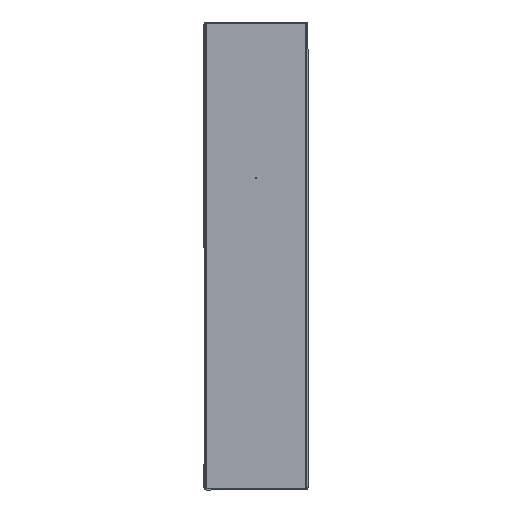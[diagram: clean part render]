
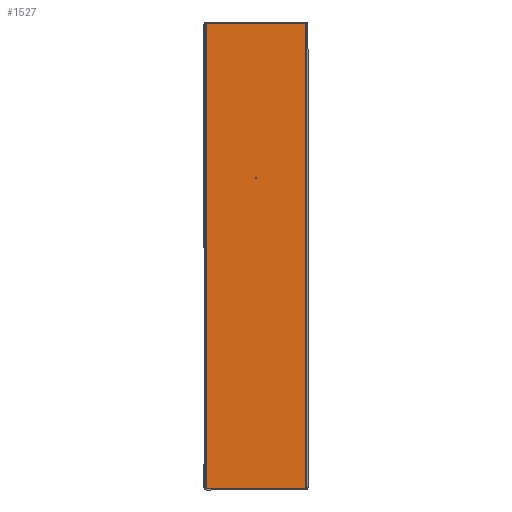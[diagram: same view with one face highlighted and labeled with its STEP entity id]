
A CAD part, left-side view. The second image highlights one B-rep face of the part: STEP entity #1527.
In plain terms, the highlighted face is planar.
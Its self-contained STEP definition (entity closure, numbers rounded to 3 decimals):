
#58 = DIRECTION ( 'NONE',  ( 0., 0., 1. ) ) ;
#67 = CARTESIAN_POINT ( 'NONE',  ( 0., 0., 0. ) ) ;
#248 = FACE_BOUND ( 'NONE', #616, .T. ) ;
#250 = DIRECTION ( 'NONE',  ( 1., 0., 0. ) ) ;
#359 = LINE ( 'NONE', #710, #2432 ) ;
#431 = CARTESIAN_POINT ( 'NONE',  ( 0., 0., 0. ) ) ;
#478 = VECTOR ( 'NONE', #1759, 1000. ) ;
#524 = VECTOR ( 'NONE', #1946, 1000. ) ;
#535 = AXIS2_PLACEMENT_3D ( 'NONE', #975, #1204, #1951 ) ;
#603 = LINE ( 'NONE', #431, #1391 ) ;
#615 = LINE ( 'NONE', #789, #478 ) ;
#616 = EDGE_LOOP ( 'NONE', ( #1519, #1512 ) ) ;
#673 = CARTESIAN_POINT ( 'NONE',  ( -447.66, 0., 0. ) ) ;
#690 = CARTESIAN_POINT ( 'NONE',  ( 0., 0., 0. ) ) ;
#709 = VERTEX_POINT ( 'NONE', #690 ) ;
#710 = CARTESIAN_POINT ( 'NONE',  ( -447.66, 0., 0. ) ) ;
#762 = CARTESIAN_POINT ( 'NONE',  ( -149.33, 48., 0. ) ) ;
#774 = LINE ( 'NONE', #968, #524 ) ;
#789 = CARTESIAN_POINT ( 'NONE',  ( 0., 0., 0. ) ) ;
#798 = DIRECTION ( 'NONE',  ( 1., 0., 0. ) ) ;
#838 = CARTESIAN_POINT ( 'NONE',  ( -148.33, 48., 0. ) ) ;
#915 = EDGE_CURVE ( 'NONE', #2097, #709, #603, .T. ) ;
#939 = VERTEX_POINT ( 'NONE', #838 ) ;
#953 = EDGE_CURVE ( 'NONE', #939, #1286, #1791, .T. ) ;
#968 = CARTESIAN_POINT ( 'NONE',  ( 0., 96., 0. ) ) ;
#975 = CARTESIAN_POINT ( 'NONE',  ( -148.83, 48., 0. ) ) ;
#1138 = VERTEX_POINT ( 'NONE', #1765 ) ;
#1167 = FACE_OUTER_BOUND ( 'NONE', #1633, .T. ) ;
#1204 = DIRECTION ( 'NONE',  ( 0., 0., -1. ) ) ;
#1269 = EDGE_CURVE ( 'NONE', #1138, #2097, #359, .T. ) ;
#1286 = VERTEX_POINT ( 'NONE', #762 ) ;
#1337 = EDGE_CURVE ( 'NONE', #2102, #1138, #774, .T. ) ;
#1391 = VECTOR ( 'NONE', #250, 1000. ) ;
#1437 = EDGE_CURVE ( 'NONE', #709, #2102, #615, .T. ) ;
#1462 = ORIENTED_EDGE ( 'NONE', *, *, #1269, .T. ) ;
#1512 = ORIENTED_EDGE ( 'NONE', *, *, #953, .T. ) ;
#1519 = ORIENTED_EDGE ( 'NONE', *, *, #2256, .T. ) ;
#1527 = ADVANCED_FACE ( 'NONE', ( #248, #1167 ), #1733, .T. ) ;
#1561 = CARTESIAN_POINT ( 'NONE',  ( -148.83, 48., 0. ) ) ;
#1605 = CIRCLE ( 'NONE', #535, 0.5 ) ;
#1633 = EDGE_LOOP ( 'NONE', ( #2322, #2034, #1462, #1705 ) ) ;
#1705 = ORIENTED_EDGE ( 'NONE', *, *, #915, .T. ) ;
#1733 = PLANE ( 'NONE',  #2380 ) ;
#1759 = DIRECTION ( 'NONE',  ( 0., 1., 0. ) ) ;
#1765 = CARTESIAN_POINT ( 'NONE',  ( -447.66, 96., 0. ) ) ;
#1791 = CIRCLE ( 'NONE', #2028, 0.5 ) ;
#1857 = DIRECTION ( 'NONE',  ( 0., -1., 0. ) ) ;
#1946 = DIRECTION ( 'NONE',  ( -1., 0., 0. ) ) ;
#1951 = DIRECTION ( 'NONE',  ( 1., 0., 0. ) ) ;
#2028 = AXIS2_PLACEMENT_3D ( 'NONE', #1561, #2119, #2328 ) ;
#2034 = ORIENTED_EDGE ( 'NONE', *, *, #1337, .T. ) ;
#2097 = VERTEX_POINT ( 'NONE', #673 ) ;
#2102 = VERTEX_POINT ( 'NONE', #2225 ) ;
#2119 = DIRECTION ( 'NONE',  ( 0., 0., -1. ) ) ;
#2225 = CARTESIAN_POINT ( 'NONE',  ( 0., 96., 0. ) ) ;
#2256 = EDGE_CURVE ( 'NONE', #1286, #939, #1605, .T. ) ;
#2322 = ORIENTED_EDGE ( 'NONE', *, *, #1437, .T. ) ;
#2328 = DIRECTION ( 'NONE',  ( 1., 0., 0. ) ) ;
#2380 = AXIS2_PLACEMENT_3D ( 'NONE', #67, #58, #798 ) ;
#2432 = VECTOR ( 'NONE', #1857, 1000. ) ;
